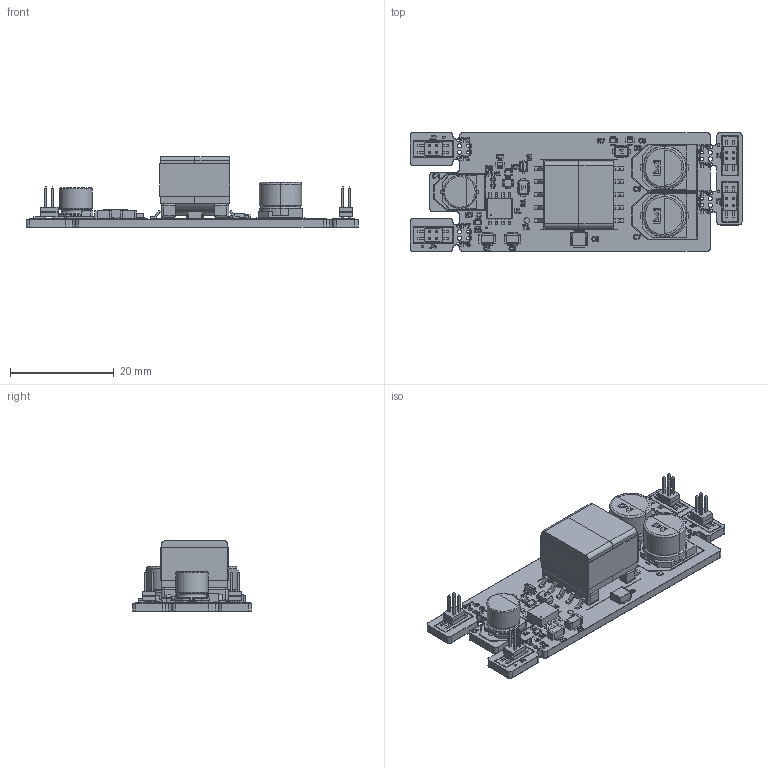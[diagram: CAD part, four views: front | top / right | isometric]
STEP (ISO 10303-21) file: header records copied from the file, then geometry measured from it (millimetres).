
FILE_DESCRIPTION(('KiCad electronic assembly'),'2;1');
FILE_NAME('minimal_lt8304.step','2025-03-20T11:41:41',('Pcbnew'),( 'Kicad'),'Open CASCADE STEP processor 7.8','KiCad to STEP converter' ,'Unknown');
FILE_SCHEMA(('AUTOMOTIVE_DESIGN { 1 0 10303 214 1 1 1 1 }'));
Length unit declared in the file: millimetre
Products named in the file (57): minimal_lt8304 1; R_0402; SOD123W; SOD123W Lower body; SOD123W Lead002; SOD123W Lead003; SOD123W Lead004; SOD123W Lead005; SOD123W Upper body; FW-02-03-G-D-085-155; FW-02-03-G-D-085-155_bottom_body; FW-02-03-G-D-085-155_pins1; FW-02-03-G-D-085-155_pins2; FW-02-03-G-D-085-155_top_body; C_0603; R_0805; C_034x0263; CAC_KSA_8X6.7_D8.5L7H8.5C9.2P3.1W8.5R1.1; CAC_KSA_8X6.7_D8.5L7H8.5C9.2P3.1W8.5R1.002; CAC_KSA_8X6.7_D8.5L7H8.5C9.2P3.1W8.5R1.003; CAC_KSA_8X6.7_D8.5L7H8.5C9.2P3.1W8.5R1.004; CAC_KSA_8X6.7_D8.5L7H8.5C9.2P3.1W8.5R1.005; SOD323; S_8E_ADI; part; part001; part002; part003; part004; part005; part006; part007; part008; part009; part010; C_023x0248; C6; C007; C008; C009 ...
Assembly tree (69 placements, depth 4):
  minimal_lt8304 1
    R_0402  x3
    SOD123W  x2
      SOD123W Lower body
      SOD123W Lead002
        SOD123W Lead003
        SOD123W Lead004
      SOD123W Lead005
        SOD123W Lead003
        SOD123W Lead004
      SOD123W Upper body
    FW-02-03-G-D-085-155  x4
      FW-02-03-G-D-085-155_bottom_body
      FW-02-03-G-D-085-155_pins1
      FW-02-03-G-D-085-155_pins2
      FW-02-03-G-D-085-155_top_body
    C_0603  x2
    R_0805
    C_034x0263  x2
      CAC_KSA_8X6.7_D8.5L7H8.5C9.2P3.1W8.5R1.1
      CAC_KSA_8X6.7_D8.5L7H8.5C9.2P3.1W8.5R1.002
      CAC_KSA_8X6.7_D8.5L7H8.5C9.2P3.1W8.5R1.003
      CAC_KSA_8X6.7_D8.5L7H8.5C9.2P3.1W8.5R1.004
      CAC_KSA_8X6.7_D8.5L7H8.5C9.2P3.1W8.5R1.005
    SOD323
    S_8E_ADI
      part
      part001
      part002
      part003
      part004
      part005
      part006
      part007
      part008
      part009
      part010
    C_023x0248
      C6
      C007
      C008
      C009
      C010
      C011
    C_1206  x2
    R_0603  x3
    750315836
      440-9988-2363
      150-2363_6A001
      150-2363_6A
      070-5465_coil
      070-5465_6A
    C_1210_140
      Part 3
      Part 2
      Part 1
    minimal_lt8304_silkscreen
    minimal_lt8304_soldermask
    minimal_lt8304_PCB
Bounding box: 63.88 x 22.86 x 13.62 mm (x, y, z)
Volume: 4654.2 mm3; surface area: 11082.6 mm2
Topology: 69 solids, 205 shells, 2086 faces, 6987 edges, 5140 vertices
Faces by surface type: plane 1372, cylinder 607, sphere 60, bspline 24, torus 17, cone 6
Full cylindrical faces by diameter (mm): 0.196 x1, 0.5 x8, 0.6 x8, 0.8 x8, 6.25 x1, 6.3 x1
Entity records: 66418 total; most frequent: CARTESIAN_POINT 13424, DIRECTION 9290, ORIENTED_EDGE 8368, EDGE_CURVE 5144, VERTEX_POINT 3990, LINE 3516, VECTOR 3516, AXIS2_PLACEMENT_3D 2887
